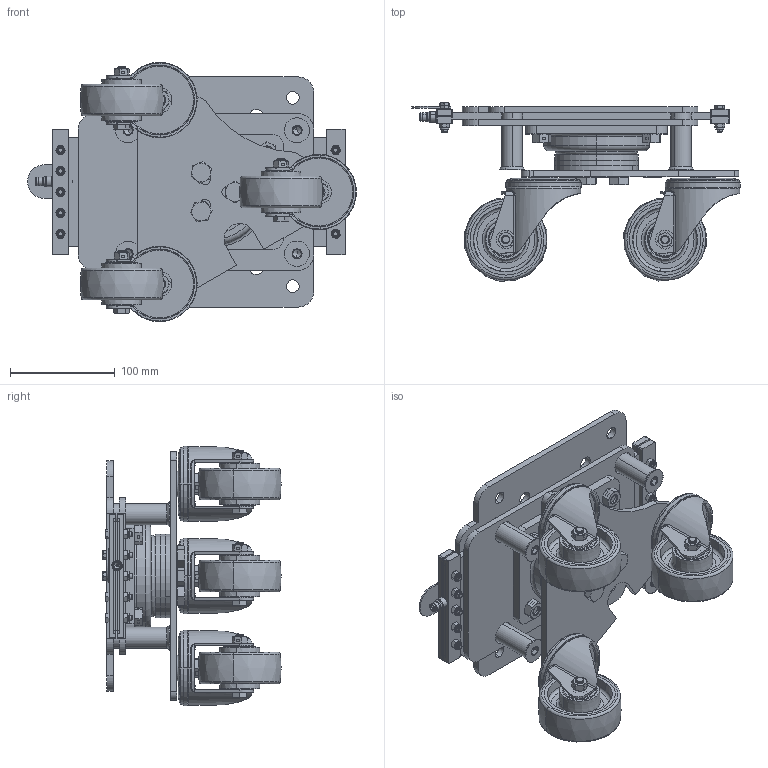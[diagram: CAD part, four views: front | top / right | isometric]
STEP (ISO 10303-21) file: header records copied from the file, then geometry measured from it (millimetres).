
FILE_DESCRIPTION (( 'STEP AP214' ), '1' );
FILE_NAME ('0050411.step', '2020-06-23T11:36:45', ( '' ), ( '' ), 'SwSTEP 2.0', 'SolidWorks 2018', '' );
FILE_SCHEMA (( 'AUTOMOTIVE_DESIGN' ));
Length unit declared in the file: millimetre
Products named in the file (1): 0050411
Bounding box: 314.25 x 170.24 x 247.8 mm (x, y, z)
Volume: 1750984.3 mm3; surface area: 750443.3 mm2
Topology: 141 solids, 141 shells, 2864 faces, 6330 edges, 3847 vertices
Faces by surface type: plane 1061, cylinder 836, cone 652, torus 235, bspline 80
Entity records: 117706 total; most frequent: CARTESIAN_POINT 21318, DIRECTION 13756, ORIENTED_EDGE 12596, EDGE_CURVE 6298, AXIS2_PLACEMENT_3D 5689, VERTEX_POINT 3847, EDGE_LOOP 3299, UNCERTAINTY_MEASURE_WITH_UNIT 3007
